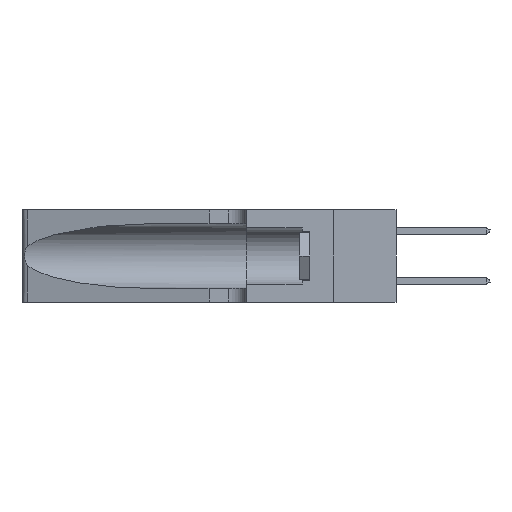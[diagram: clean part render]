
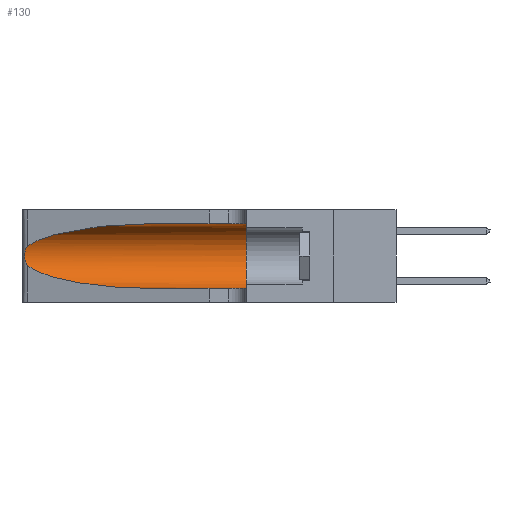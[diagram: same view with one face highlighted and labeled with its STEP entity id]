
A CAD part, left-side view. The second image highlights one B-rep face of the part: STEP entity #130.
In plain terms, the highlighted cylindrical face has radius 3.308 mm (diameter 6.617 mm), a partial arc.
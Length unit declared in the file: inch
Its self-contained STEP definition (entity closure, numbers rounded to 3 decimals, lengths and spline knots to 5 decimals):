
#130 = ADVANCED_FACE ( 'NONE', ( #1328 ), #26608, .F. ) ;
#851 = VERTEX_POINT ( 'NONE', #11200 ) ;
#1257 = CARTESIAN_POINT ( 'NONE',  ( 0.25854, 1.2359, 0.20912 ) ) ;
#1328 = FACE_OUTER_BOUND ( 'NONE', #3179, .T. ) ;
#1376 = VECTOR ( 'NONE', #24512, 39.37008 ) ;
#1713 =( BOUNDED_CURVE ( )  B_SPLINE_CURVE ( 3, ( #20945, #26279, #16373, #21366 ),
 .UNSPECIFIED., .F., .F. ) 
 B_SPLINE_CURVE_WITH_KNOTS ( ( 4, 4 ),
 ( 3.44316, 4.71239 ),
 .UNSPECIFIED. ) 
 CURVE ( )  GEOMETRIC_REPRESENTATION_ITEM ( )  RATIONAL_B_SPLINE_CURVE ( ( 1., 0.87, 0.87, 1. ) ) 
 REPRESENTATION_ITEM ( '' )  );
#2418 = CARTESIAN_POINT ( 'NONE',  ( 0.25487, 1.22718, 0.22369 ) ) ;
#3179 = EDGE_LOOP ( 'NONE', ( #15077, #14922, #8538, #7584, #13246, #6513 ) ) ;
#3823 = CIRCLE ( 'NONE', #27670, 0.13025 ) ;
#3899 = CARTESIAN_POINT ( 'NONE',  ( 0.25555, 1.22994, 0.2215 ) ) ;
#4960 = AXIS2_PLACEMENT_3D ( 'NONE', #28771, #23822, #7638 ) ;
#5913 = EDGE_CURVE ( 'NONE', #851, #6983, #26823, .T. ) ;
#5966 = VERTEX_POINT ( 'NONE', #20199 ) ;
#6340 = CARTESIAN_POINT ( 'NONE',  ( 0.26075, 1.23896, 0.178 ) ) ;
#6513 = ORIENTED_EDGE ( 'NONE', *, *, #5913, .F. ) ;
#6672 = DIRECTION ( 'NONE',  ( 0., 0., 1. ) ) ;
#6983 = VERTEX_POINT ( 'NONE', #10198 ) ;
#7481 = EDGE_CURVE ( 'NONE', #21996, #9232, #18370, .T. ) ;
#7584 = ORIENTED_EDGE ( 'NONE', *, *, #7481, .T. ) ;
#7638 = DIRECTION ( 'NONE',  ( 0., 0., -1. ) ) ;
#8356 = VECTOR ( 'NONE', #27926, 39.37008 ) ;
#8538 = ORIENTED_EDGE ( 'NONE', *, *, #23459, .T. ) ;
#8952 = EDGE_CURVE ( 'NONE', #6983, #9232, #3823, .T. ) ;
#9232 = VERTEX_POINT ( 'NONE', #23899 ) ;
#10198 = CARTESIAN_POINT ( 'NONE',  ( 0.1305, 0.35, 0.31525 ) ) ;
#10992 = CARTESIAN_POINT ( 'NONE',  ( 0.26018, 1.23835, 0.19895 ) ) ;
#11187 = CARTESIAN_POINT ( 'NONE',  ( 0.25487, 1.22718, 0.14631 ) ) ;
#11200 = CARTESIAN_POINT ( 'NONE',  ( 0.1305, 0.72297, 0.31525 ) ) ;
#11287 = CARTESIAN_POINT ( 'NONE',  ( 0.26075, 1.23896, 0.19203 ) ) ;
#12942 = CARTESIAN_POINT ( 'NONE',  ( 0.2373, 1.15595, 0.28018 ) ) ;
#13150 = CARTESIAN_POINT ( 'NONE',  ( 0.25487, 1.22718, 0.22369 ) ) ;
#13217 = CARTESIAN_POINT ( 'NONE',  ( 0.25789, 1.23486, 0.15765 ) ) ;
#13246 = ORIENTED_EDGE ( 'NONE', *, *, #8952, .F. ) ;
#13441 = DIRECTION ( 'NONE',  ( 0., 1., 0. ) ) ;
#14922 = ORIENTED_EDGE ( 'NONE', *, *, #26391, .T. ) ;
#15077 = ORIENTED_EDGE ( 'NONE', *, *, #24491, .T. ) ;
#15588 =( BOUNDED_CURVE ( )  B_SPLINE_CURVE ( 3, ( #25441, #26561, #12942, #13150 ),
 .UNSPECIFIED., .F., .T. ) 
 B_SPLINE_CURVE_WITH_KNOTS ( ( 4, 4 ),
 ( 1.5708, 2.84003 ),
 .UNSPECIFIED. ) 
 CURVE ( )  GEOMETRIC_REPRESENTATION_ITEM ( )  RATIONAL_B_SPLINE_CURVE ( ( 1., 0.87, 0.87, 1. ) ) 
 REPRESENTATION_ITEM ( '' )  );
#15802 = CARTESIAN_POINT ( 'NONE',  ( 0.1305, 0.35, 0.185 ) ) ;
#16373 = CARTESIAN_POINT ( 'NONE',  ( 0.18966, 0.96281, 0.05475 ) ) ;
#17363 = CARTESIAN_POINT ( 'NONE',  ( 0.1305, 0.72297, 0.05475 ) ) ;
#17716 = CARTESIAN_POINT ( 'NONE',  ( 0.25487, 1.22718, 0.22369 ) ) ;
#18113 = CARTESIAN_POINT ( 'NONE',  ( 0.25555, 1.22993, 0.14849 ) ) ;
#18370 = LINE ( 'NONE', #24834, #1376 ) ;
#20038 = CARTESIAN_POINT ( 'NONE',  ( 0.25639, 1.23184, 0.21858 ) ) ;
#20199 = CARTESIAN_POINT ( 'NONE',  ( 0.25487, 1.22718, 0.14631 ) ) ;
#20945 = CARTESIAN_POINT ( 'NONE',  ( 0.25487, 1.22718, 0.14631 ) ) ;
#21366 = CARTESIAN_POINT ( 'NONE',  ( 0.1305, 0.72297, 0.05475 ) ) ;
#21996 = VERTEX_POINT ( 'NONE', #17363 ) ;
#23090 = CARTESIAN_POINT ( 'NONE',  ( 0.1305, 1.61858, 0.31525 ) ) ;
#23459 = EDGE_CURVE ( 'NONE', #5966, #21996, #1713, .T. ) ;
#23822 = DIRECTION ( 'NONE',  ( 0., -1., 0. ) ) ;
#23899 = CARTESIAN_POINT ( 'NONE',  ( 0.1305, 0.35, 0.05475 ) ) ;
#24491 = EDGE_CURVE ( 'NONE', #851, #29559, #15588, .T. ) ;
#24512 = DIRECTION ( 'NONE',  ( 0., -1., 0. ) ) ;
#24834 = CARTESIAN_POINT ( 'NONE',  ( 0.1305, 1.61858, 0.05475 ) ) ;
#25017 = CARTESIAN_POINT ( 'NONE',  ( 0.25856, 1.23593, 0.16098 ) ) ;
#25441 = CARTESIAN_POINT ( 'NONE',  ( 0.1305, 0.72297, 0.31525 ) ) ;
#26279 = CARTESIAN_POINT ( 'NONE',  ( 0.2373, 1.15595, 0.08982 ) ) ;
#26391 = EDGE_CURVE ( 'NONE', #29559, #5966, #27293, .T. ) ;
#26561 = CARTESIAN_POINT ( 'NONE',  ( 0.18966, 0.96281, 0.31525 ) ) ;
#26608 = CYLINDRICAL_SURFACE ( 'NONE', #4960, 0.13025 ) ;
#26823 = LINE ( 'NONE', #23090, #8356 ) ;
#27293 = B_SPLINE_CURVE_WITH_KNOTS ( 'NONE', 3,
 ( #17716, #3899, #20038, #29072, #1257, #10992, #11287, #6340, #29767, #25017, #13217, #27458, #18113, #11187 ),
 .UNSPECIFIED., .F., .F.,
 ( 4, 2, 2, 2, 2, 2, 4 ),
 ( 0., 0.00027, 0.00053, 0.00107, 0.0016, 0.00187, 0.00214 ),
 .UNSPECIFIED. ) ;
#27458 = CARTESIAN_POINT ( 'NONE',  ( 0.25639, 1.23186, 0.15144 ) ) ;
#27670 = AXIS2_PLACEMENT_3D ( 'NONE', #15802, #13441, #6672 ) ;
#27926 = DIRECTION ( 'NONE',  ( 0., -1., 0. ) ) ;
#28771 = CARTESIAN_POINT ( 'NONE',  ( 0.1305, 1.61858, 0.185 ) ) ;
#29072 = CARTESIAN_POINT ( 'NONE',  ( 0.25787, 1.23484, 0.2124 ) ) ;
#29559 = VERTEX_POINT ( 'NONE', #2418 ) ;
#29767 = CARTESIAN_POINT ( 'NONE',  ( 0.26017, 1.23833, 0.17102 ) ) ;
